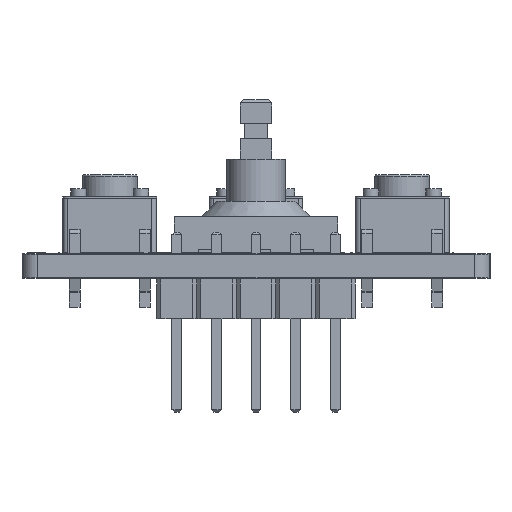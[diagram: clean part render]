
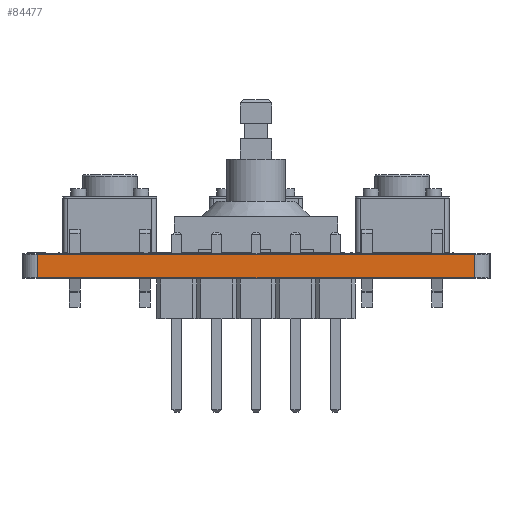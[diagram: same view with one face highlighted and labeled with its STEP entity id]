
A CAD part, left-side view. The second image highlights one B-rep face of the part: STEP entity #84477.
In plain terms, the highlighted planar face has unit normal (-1, 0, 0).
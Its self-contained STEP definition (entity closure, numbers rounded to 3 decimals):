
#82778 = VERTEX_POINT('',#82779);
#82779 = CARTESIAN_POINT('',(100.,-101.,0.));
#82786 = EDGE_CURVE('',#82787,#82778,#82789,.T.);
#82787 = VERTEX_POINT('',#82788);
#82788 = CARTESIAN_POINT('',(100.,-129.,0.));
#82789 = LINE('',#82790,#82791);
#82790 = CARTESIAN_POINT('',(100.,-129.,0.));
#82791 = VECTOR('',#82792,1.);
#82792 = DIRECTION('',(0.,1.,0.));
#83614 = VERTEX_POINT('',#83615);
#83615 = CARTESIAN_POINT('',(100.,-101.,1.51));
#83622 = EDGE_CURVE('',#83623,#83614,#83625,.T.);
#83623 = VERTEX_POINT('',#83624);
#83624 = CARTESIAN_POINT('',(100.,-129.,1.51));
#83625 = LINE('',#83626,#83627);
#83626 = CARTESIAN_POINT('',(100.,-129.,1.51));
#83627 = VECTOR('',#83628,1.);
#83628 = DIRECTION('',(0.,1.,0.));
#84447 = EDGE_CURVE('',#82778,#83614,#84448,.T.);
#84448 = LINE('',#84449,#84450);
#84449 = CARTESIAN_POINT('',(100.,-101.,0.));
#84450 = VECTOR('',#84451,1.);
#84451 = DIRECTION('',(0.,0.,1.));
#84477 = ADVANCED_FACE('',(#84478),#84489,.T.);
#84478 = FACE_BOUND('',#84479,.T.);
#84479 = EDGE_LOOP('',(#84480,#84486,#84487,#84488));
#84480 = ORIENTED_EDGE('',*,*,#84481,.T.);
#84481 = EDGE_CURVE('',#82787,#83623,#84482,.T.);
#84482 = LINE('',#84483,#84484);
#84483 = CARTESIAN_POINT('',(100.,-129.,0.));
#84484 = VECTOR('',#84485,1.);
#84485 = DIRECTION('',(0.,0.,1.));
#84486 = ORIENTED_EDGE('',*,*,#83622,.T.);
#84487 = ORIENTED_EDGE('',*,*,#84447,.F.);
#84488 = ORIENTED_EDGE('',*,*,#82786,.F.);
#84489 = PLANE('',#84490);
#84490 = AXIS2_PLACEMENT_3D('',#84491,#84492,#84493);
#84491 = CARTESIAN_POINT('',(100.,-129.,0.));
#84492 = DIRECTION('',(-1.,0.,0.));
#84493 = DIRECTION('',(0.,1.,0.));
